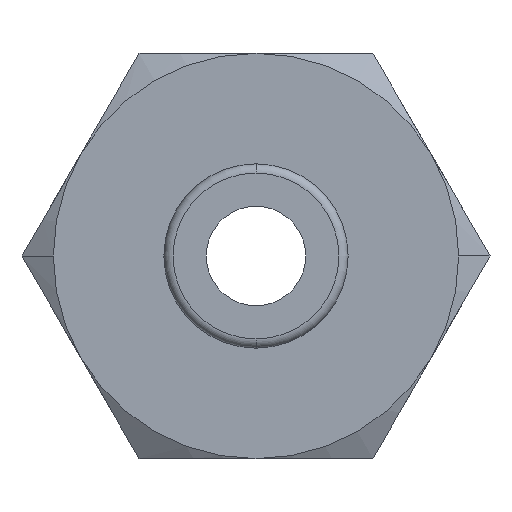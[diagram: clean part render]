
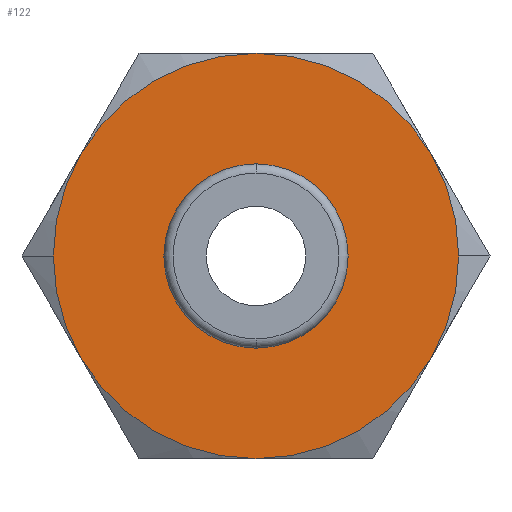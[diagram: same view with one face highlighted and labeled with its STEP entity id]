
A CAD part, front view. The second image highlights one B-rep face of the part: STEP entity #122.
In plain terms, the highlighted planar face has unit normal (0, -1, 0).
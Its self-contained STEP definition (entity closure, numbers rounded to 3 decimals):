
#122=ADVANCED_FACE('',(#256,#257),#258,.T.);
#256=FACE_OUTER_BOUND('',#399,.T.);
#257=FACE_BOUND('',#400,.T.);
#258=PLANE('',#401);
#399=EDGE_LOOP('',(#667,#668,#669,#670,#671,#672,#673,#674));
#400=EDGE_LOOP('',(#675,#676));
#401=AXIS2_PLACEMENT_3D('',#677,#678,#679);
#667=ORIENTED_EDGE('',*,*,#867,.F.);
#668=ORIENTED_EDGE('',*,*,#922,.F.);
#669=ORIENTED_EDGE('',*,*,#923,.F.);
#670=ORIENTED_EDGE('',*,*,#924,.F.);
#671=ORIENTED_EDGE('',*,*,#854,.F.);
#672=ORIENTED_EDGE('',*,*,#882,.F.);
#673=ORIENTED_EDGE('',*,*,#836,.F.);
#674=ORIENTED_EDGE('',*,*,#869,.F.);
#675=ORIENTED_EDGE('',*,*,#842,.F.);
#676=ORIENTED_EDGE('',*,*,#839,.F.);
#677=CARTESIAN_POINT('',(2.75,10.0,0.0));
#678=DIRECTION('',(-0.0,-1.0,-0.0));
#679=DIRECTION('',(-1.0,0.0,0.0));
#836=EDGE_CURVE('',#986,#983,#988,.T.);
#839=EDGE_CURVE('',#990,#992,#993,.T.);
#842=EDGE_CURVE('',#992,#990,#996,.T.);
#854=EDGE_CURVE('',#1014,#1012,#1016,.T.);
#867=EDGE_CURVE('',#970,#1034,#1036,.T.);
#869=EDGE_CURVE('',#1034,#986,#1038,.T.);
#882=EDGE_CURVE('',#983,#1014,#1056,.T.);
#922=EDGE_CURVE('',#1110,#970,#1111,.T.);
#923=EDGE_CURVE('',#1112,#1110,#1113,.T.);
#924=EDGE_CURVE('',#1012,#1112,#1114,.T.);
#970=VERTEX_POINT('',#1166);
#983=VERTEX_POINT('',#1225);
#986=VERTEX_POINT('',#1239);
#988=CIRCLE('',#1252,5.5);
#990=VERTEX_POINT('',#1254);
#992=VERTEX_POINT('',#1257);
#993=CIRCLE('',#1258,2.5);
#996=CIRCLE('',#1262,2.5);
#1012=VERTEX_POINT('',#1291);
#1014=VERTEX_POINT('',#1294);
#1016=CIRCLE('',#1307,5.5);
#1034=VERTEX_POINT('',#1329);
#1036=CIRCLE('',#1332,5.5);
#1038=CIRCLE('',#1334,5.5);
#1056=CIRCLE('',#1419,5.5);
#1110=VERTEX_POINT('',#1545);
#1111=CIRCLE('',#1546,5.5);
#1112=VERTEX_POINT('',#1547);
#1113=CIRCLE('',#1548,5.5);
#1114=CIRCLE('',#1549,5.5);
#1166=CARTESIAN_POINT('',(4.763,10.0,2.75));
#1225=CARTESIAN_POINT('',(0.0,10.0,-5.5));
#1239=CARTESIAN_POINT('',(4.763,10.0,-2.75));
#1252=AXIS2_PLACEMENT_3D('',#1651,#1652,#1653);
#1254=CARTESIAN_POINT('',(2.5,10.0,0.));
#1257=CARTESIAN_POINT('',(-2.5,10.0,0.));
#1258=AXIS2_PLACEMENT_3D('',#1655,#1656,#1657);
#1262=AXIS2_PLACEMENT_3D('',#1659,#1660,#1661);
#1291=CARTESIAN_POINT('',(-5.5,10.0,0.));
#1294=CARTESIAN_POINT('',(-4.763,10.0,-2.75));
#1307=AXIS2_PLACEMENT_3D('',#1674,#1675,#1676);
#1329=CARTESIAN_POINT('',(5.5,10.0,0.));
#1332=AXIS2_PLACEMENT_3D('',#1694,#1695,#1696);
#1334=AXIS2_PLACEMENT_3D('',#1697,#1698,#1699);
#1419=AXIS2_PLACEMENT_3D('',#1707,#1708,#1709);
#1545=CARTESIAN_POINT('',(0.,10.0,5.5));
#1546=AXIS2_PLACEMENT_3D('',#1761,#1762,#1763);
#1547=CARTESIAN_POINT('',(-4.763,10.0,2.75));
#1548=AXIS2_PLACEMENT_3D('',#1764,#1765,#1766);
#1549=AXIS2_PLACEMENT_3D('',#1767,#1768,#1769);
#1651=CARTESIAN_POINT('',(0.0,10.0,0.0));
#1652=DIRECTION('',(-0.0,1.0,0.0));
#1653=DIRECTION('',(1.0,0.0,0.0));
#1655=CARTESIAN_POINT('',(0.0,10.0,0.0));
#1656=DIRECTION('',(0.0,-1.0,0.0));
#1657=DIRECTION('',(1.0,0.0,0.0));
#1659=CARTESIAN_POINT('',(0.0,10.0,0.0));
#1660=DIRECTION('',(0.0,-1.0,0.0));
#1661=DIRECTION('',(1.0,0.0,0.0));
#1674=CARTESIAN_POINT('',(0.0,10.0,0.0));
#1675=DIRECTION('',(-0.0,1.0,0.0));
#1676=DIRECTION('',(1.0,0.0,0.0));
#1694=CARTESIAN_POINT('',(0.0,10.0,0.0));
#1695=DIRECTION('',(-0.0,1.0,0.0));
#1696=DIRECTION('',(1.0,0.0,0.0));
#1697=CARTESIAN_POINT('',(0.0,10.0,0.0));
#1698=DIRECTION('',(-0.0,1.0,0.0));
#1699=DIRECTION('',(1.0,0.0,0.0));
#1707=CARTESIAN_POINT('',(0.0,10.0,0.0));
#1708=DIRECTION('',(-0.0,1.0,0.0));
#1709=DIRECTION('',(1.0,0.0,0.0));
#1761=CARTESIAN_POINT('',(0.0,10.0,0.0));
#1762=DIRECTION('',(-0.0,1.0,0.0));
#1763=DIRECTION('',(1.0,0.0,0.0));
#1764=CARTESIAN_POINT('',(0.0,10.0,0.0));
#1765=DIRECTION('',(-0.0,1.0,0.0));
#1766=DIRECTION('',(1.0,0.0,0.0));
#1767=CARTESIAN_POINT('',(0.0,10.0,0.0));
#1768=DIRECTION('',(-0.0,1.0,0.0));
#1769=DIRECTION('',(1.0,0.0,0.0));
